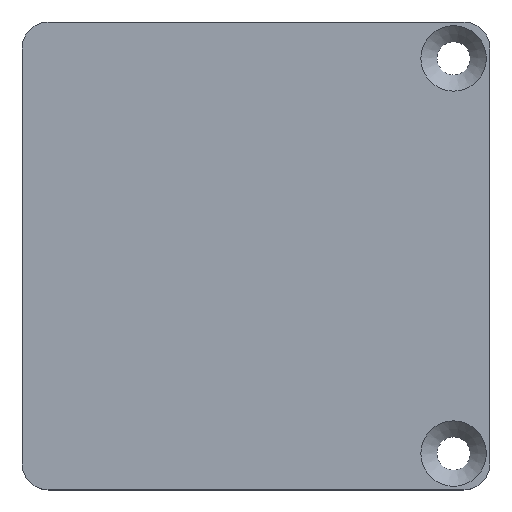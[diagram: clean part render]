
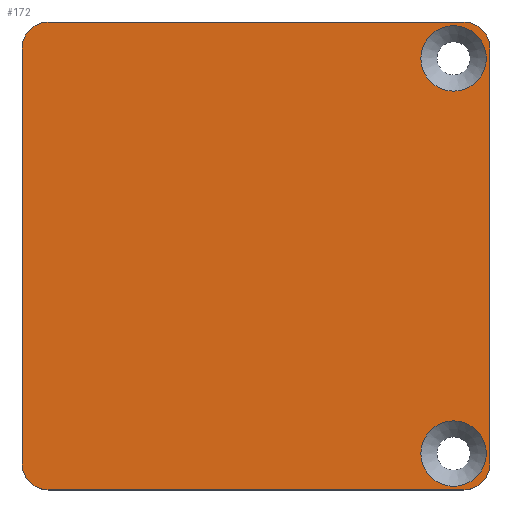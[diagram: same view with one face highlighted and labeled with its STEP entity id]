
A CAD part, top view. The second image highlights one B-rep face of the part: STEP entity #172.
In plain terms, the highlighted planar face has unit normal (0, 0, 1).
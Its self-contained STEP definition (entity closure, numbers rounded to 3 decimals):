
#33 = AXIS2_PLACEMENT_3D ( 'NONE', #366, #368, #369 ) ;
#34 = AXIS2_PLACEMENT_3D ( 'NONE', #78, #79, #80 ) ;
#36 = AXIS2_PLACEMENT_3D ( 'NONE', #448, #449, #450 ) ;
#38 = AXIS2_PLACEMENT_3D ( 'NONE', #81, #82, #83 ) ;
#39 = AXIS2_PLACEMENT_3D ( 'NONE', #84, #85, #86 ) ;
#40 = AXIS2_PLACEMENT_3D ( 'NONE', #87, #88, #89 ) ;
#41 = AXIS2_PLACEMENT_3D ( 'NONE', #351, #352, #353 ) ;
#58 = EDGE_CURVE ( 'NONE', #114, #111, #324, .T. ) ;
#78 = CARTESIAN_POINT ( 'NONE',  ( 19., 19., 2. ) ) ;
#79 = DIRECTION ( 'NONE',  ( 0., 0., 1. ) ) ;
#80 = DIRECTION ( 'NONE',  ( 1., 0., 0. ) ) ;
#81 = CARTESIAN_POINT ( 'NONE',  ( 20., -20., 2. ) ) ;
#82 = DIRECTION ( 'NONE',  ( 0., 0., 1. ) ) ;
#83 = DIRECTION ( 'NONE',  ( 1., 0., 0. ) ) ;
#84 = CARTESIAN_POINT ( 'NONE',  ( 20., 20., 2. ) ) ;
#85 = DIRECTION ( 'NONE',  ( 0., 0., 1. ) ) ;
#86 = DIRECTION ( 'NONE',  ( 1., 0., 0. ) ) ;
#87 = CARTESIAN_POINT ( 'NONE',  ( -20., 20., 2. ) ) ;
#88 = DIRECTION ( 'NONE',  ( 0., 0., 1. ) ) ;
#89 = DIRECTION ( 'NONE',  ( 1., 0., 0. ) ) ;
#105 = CARTESIAN_POINT ( 'NONE',  ( -22.5, -22.5, 2. ) ) ;
#107 = VERTEX_POINT ( 'NONE', #158 ) ;
#111 = VERTEX_POINT ( 'NONE', #133 ) ;
#112 = VERTEX_POINT ( 'NONE', #134 ) ;
#113 = VERTEX_POINT ( 'NONE', #131 ) ;
#114 = VERTEX_POINT ( 'NONE', #135 ) ;
#115 = VERTEX_POINT ( 'NONE', #370 ) ;
#116 = VERTEX_POINT ( 'NONE', #136 ) ;
#119 = VERTEX_POINT ( 'NONE', #139 ) ;
#131 = CARTESIAN_POINT ( 'NONE',  ( 22.5, 20., 2. ) ) ;
#133 = CARTESIAN_POINT ( 'NONE',  ( -22.5, -20., 2. ) ) ;
#134 = CARTESIAN_POINT ( 'NONE',  ( 22.5, -20., 2. ) ) ;
#135 = CARTESIAN_POINT ( 'NONE',  ( -22.5, 20., 2. ) ) ;
#136 = CARTESIAN_POINT ( 'NONE',  ( 20., -22.5, 2. ) ) ;
#139 = CARTESIAN_POINT ( 'NONE',  ( -20., 22.5, 2. ) ) ;
#154 = CARTESIAN_POINT ( 'NONE',  ( 22.5, -22.5, 2. ) ) ;
#155 = DIRECTION ( 'NONE',  ( 0., 1., 0. ) ) ;
#158 = CARTESIAN_POINT ( 'NONE',  ( -20., -22.5, 2. ) ) ;
#159 = DIRECTION ( 'NONE',  ( 0., -1., 0. ) ) ;
#172 = ADVANCED_FACE ( 'NONE', ( #381, #213, #216 ), #367, .T. ) ;
#175 = EDGE_CURVE ( 'NONE', #112, #113, #222, .T. ) ;
#181 = EDGE_CURVE ( 'NONE', #115, #119, #233, .T. ) ;
#183 = EDGE_CURVE ( 'NONE', #432, #432, #237, .T. ) ;
#184 = EDGE_CURVE ( 'NONE', #434, #434, #241, .T. ) ;
#185 = EDGE_CURVE ( 'NONE', #116, #112, #242, .T. ) ;
#186 = EDGE_CURVE ( 'NONE', #113, #115, #239, .T. ) ;
#187 = EDGE_CURVE ( 'NONE', #119, #114, #240, .T. ) ;
#188 = EDGE_CURVE ( 'NONE', #111, #107, #243, .T. ) ;
#197 = EDGE_CURVE ( 'NONE', #107, #116, #428, .T. ) ;
#213 = FACE_BOUND ( 'NONE', #323, .T. ) ;
#216 = FACE_OUTER_BOUND ( 'NONE', #319, .T. ) ;
#218 = VECTOR ( 'NONE', #155, 1000. ) ;
#222 = LINE ( 'NONE', #154, #218 ) ;
#233 = LINE ( 'NONE', #443, #236 ) ;
#236 = VECTOR ( 'NONE', #444, 1000. ) ;
#237 = CIRCLE ( 'NONE', #36, 3.15 ) ;
#239 = CIRCLE ( 'NONE', #39, 2.5 ) ;
#240 = CIRCLE ( 'NONE', #40, 2.5 ) ;
#241 = CIRCLE ( 'NONE', #34, 3.15 ) ;
#242 = CIRCLE ( 'NONE', #38, 2.5 ) ;
#243 = CIRCLE ( 'NONE', #41, 2.5 ) ;
#264 = EDGE_LOOP ( 'NONE', ( #331 ) ) ;
#281 = ORIENTED_EDGE ( 'NONE', *, *, #187, .T. ) ;
#284 = ORIENTED_EDGE ( 'NONE', *, *, #181, .T. ) ;
#287 = ORIENTED_EDGE ( 'NONE', *, *, #186, .T. ) ;
#290 = ORIENTED_EDGE ( 'NONE', *, *, #175, .T. ) ;
#293 = ORIENTED_EDGE ( 'NONE', *, *, #185, .T. ) ;
#319 = EDGE_LOOP ( 'NONE', ( #327, #293, #290, #287, #284, #281, #348, #344 ) ) ;
#321 = ORIENTED_EDGE ( 'NONE', *, *, #184, .F. ) ;
#323 = EDGE_LOOP ( 'NONE', ( #321 ) ) ;
#324 = LINE ( 'NONE', #105, #342 ) ;
#327 = ORIENTED_EDGE ( 'NONE', *, *, #197, .T. ) ;
#331 = ORIENTED_EDGE ( 'NONE', *, *, #183, .F. ) ;
#342 = VECTOR ( 'NONE', #159, 1000. ) ;
#344 = ORIENTED_EDGE ( 'NONE', *, *, #188, .T. ) ;
#348 = ORIENTED_EDGE ( 'NONE', *, *, #58, .T. ) ;
#350 = CARTESIAN_POINT ( 'NONE',  ( 22.5, -22.5, 2. ) ) ;
#351 = CARTESIAN_POINT ( 'NONE',  ( -20., -20., 2. ) ) ;
#352 = DIRECTION ( 'NONE',  ( 0., 0., 1. ) ) ;
#353 = DIRECTION ( 'NONE',  ( 1., 0., 0. ) ) ;
#366 = CARTESIAN_POINT ( 'NONE',  ( -22.5, 22.5, 2. ) ) ;
#367 = PLANE ( 'NONE',  #33 ) ;
#368 = DIRECTION ( 'NONE',  ( 0., 0., 1. ) ) ;
#369 = DIRECTION ( 'NONE',  ( 1., 0., 0. ) ) ;
#370 = CARTESIAN_POINT ( 'NONE',  ( 20., 22.5, 2. ) ) ;
#381 = FACE_BOUND ( 'NONE', #264, .T. ) ;
#396 = CARTESIAN_POINT ( 'NONE',  ( 22.15, -19., 2. ) ) ;
#412 = DIRECTION ( 'NONE',  ( 1., 0., 0. ) ) ;
#419 = CARTESIAN_POINT ( 'NONE',  ( 22.15, 19., 2. ) ) ;
#428 = LINE ( 'NONE', #350, #431 ) ;
#431 = VECTOR ( 'NONE', #412, 1000. ) ;
#432 = VERTEX_POINT ( 'NONE', #396 ) ;
#434 = VERTEX_POINT ( 'NONE', #419 ) ;
#443 = CARTESIAN_POINT ( 'NONE',  ( 22.5, 22.5, 2. ) ) ;
#444 = DIRECTION ( 'NONE',  ( -1., 0., 0. ) ) ;
#448 = CARTESIAN_POINT ( 'NONE',  ( 19., -19., 2. ) ) ;
#449 = DIRECTION ( 'NONE',  ( 0., 0., 1. ) ) ;
#450 = DIRECTION ( 'NONE',  ( 1., 0., 0. ) ) ;
